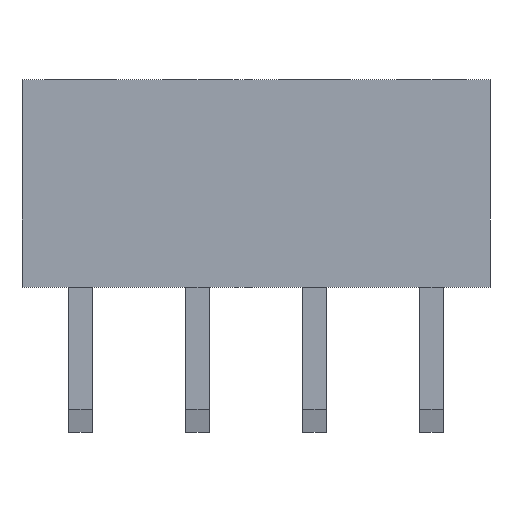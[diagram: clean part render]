
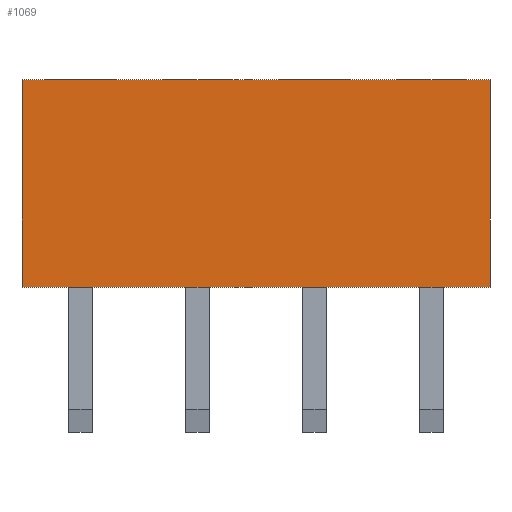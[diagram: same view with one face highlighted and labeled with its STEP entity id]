
A CAD part, front view. The second image highlights one B-rep face of the part: STEP entity #1069.
In plain terms, the highlighted planar face has unit normal (0, -1, 0).
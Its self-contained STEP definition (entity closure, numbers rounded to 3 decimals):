
#33 = VERTEX_POINT('',#34);
#34 = CARTESIAN_POINT('',(8.89,-1.27,0.025));
#51 = VERTEX_POINT('',#52);
#52 = CARTESIAN_POINT('',(8.89,-1.27,4.525));
#58 = EDGE_CURVE('',#51,#33,#59,.T.);
#59 = LINE('',#60,#61);
#60 = CARTESIAN_POINT('',(8.89,-1.27,4.525));
#61 = VECTOR('',#62,1.);
#62 = DIRECTION('',(0.,0.,-1.));
#341 = EDGE_CURVE('',#342,#51,#344,.T.);
#342 = VERTEX_POINT('',#343);
#343 = CARTESIAN_POINT('',(-1.27,-1.27,4.525));
#344 = LINE('',#345,#346);
#345 = CARTESIAN_POINT('',(8.89,-1.27,4.525));
#346 = VECTOR('',#347,1.);
#347 = DIRECTION('',(1.,0.,0.));
#638 = EDGE_CURVE('',#639,#33,#641,.T.);
#639 = VERTEX_POINT('',#640);
#640 = CARTESIAN_POINT('',(-1.27,-1.27,0.025));
#641 = LINE('',#642,#643);
#642 = CARTESIAN_POINT('',(8.89,-1.27,0.025));
#643 = VECTOR('',#644,1.);
#644 = DIRECTION('',(1.,0.,0.));
#1069 = ADVANCED_FACE('',(#1070),#1081,.F.);
#1070 = FACE_BOUND('',#1071,.T.);
#1071 = EDGE_LOOP('',(#1072,#1073,#1074,#1075));
#1072 = ORIENTED_EDGE('',*,*,#638,.T.);
#1073 = ORIENTED_EDGE('',*,*,#58,.F.);
#1074 = ORIENTED_EDGE('',*,*,#341,.F.);
#1075 = ORIENTED_EDGE('',*,*,#1076,.T.);
#1076 = EDGE_CURVE('',#342,#639,#1077,.T.);
#1077 = LINE('',#1078,#1079);
#1078 = CARTESIAN_POINT('',(-1.27,-1.27,4.525));
#1079 = VECTOR('',#1080,1.);
#1080 = DIRECTION('',(0.,0.,-1.));
#1081 = PLANE('',#1082);
#1082 = AXIS2_PLACEMENT_3D('',#1083,#1084,#1085);
#1083 = CARTESIAN_POINT('',(8.89,-1.27,4.525));
#1084 = DIRECTION('',(0.,1.,0.));
#1085 = DIRECTION('',(-1.,0.,0.));
